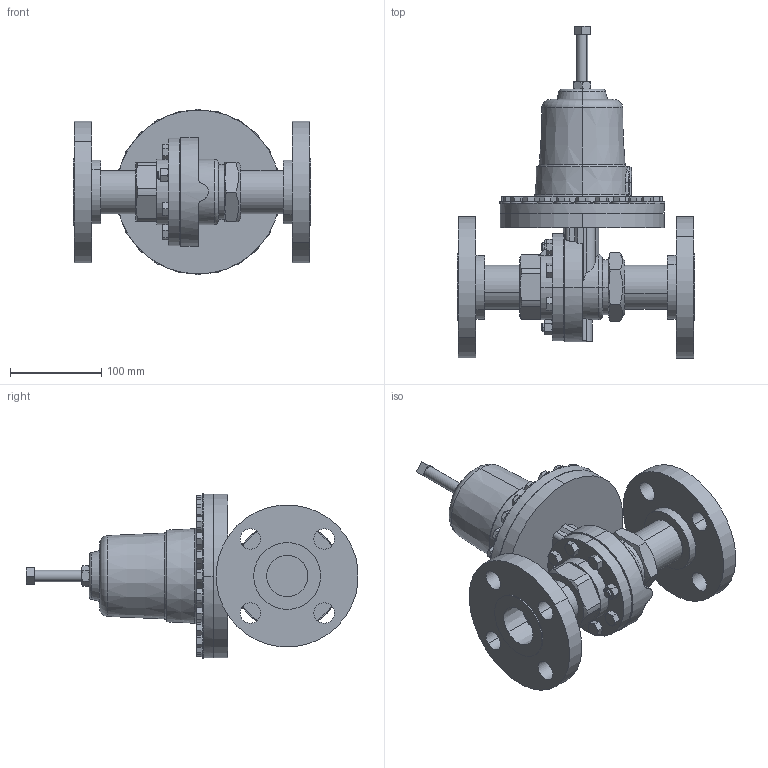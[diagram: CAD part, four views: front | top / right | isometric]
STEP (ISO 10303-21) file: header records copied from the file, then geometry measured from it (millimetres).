
FILE_DESCRIPTION (( 'STEP AP203' ), '1' );
FILE_NAME ('60-150-DI+BR-F3.STEP', '2017-07-21T11:10:46', ( '' ), ( '' ), 'SwSTEP 2.0', 'SolidWorks 2014', '' );
FILE_SCHEMA (( 'CONFIG_CONTROL_DESIGN' ));
Length unit declared in the file: inch
Products named in the file (2): 60-150-DI+BR-F3
Bounding box: 260.35 x 363.18 x 180.99 mm (x, y, z)
Volume: 3081459.3 mm3; surface area: 314227 mm2
Topology: 1 solids, 1 shells, 819 faces, 1964 edges, 1204 vertices
Faces by surface type: plane 349, cone 250, cylinder 191, torus 16, bspline 11, sphere 2
Entity records: 26414 total; most frequent: CARTESIAN_POINT 7581, ORIENTED_EDGE 3928, DIRECTION 3835, EDGE_CURVE 1964, AXIS2_PLACEMENT_3D 1579, VERTEX_POINT 1204, EDGE_LOOP 954, ADVANCED_FACE 819
